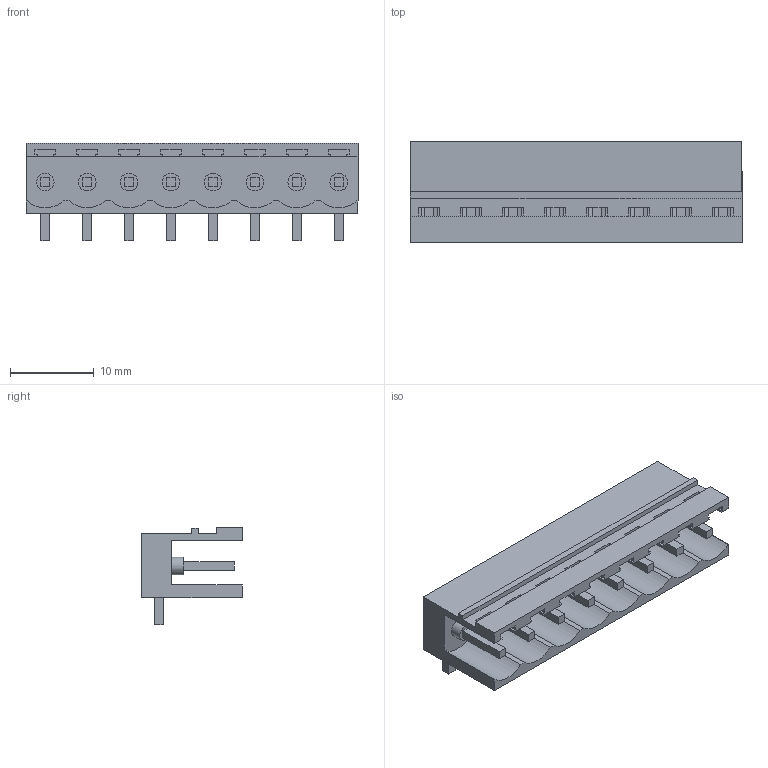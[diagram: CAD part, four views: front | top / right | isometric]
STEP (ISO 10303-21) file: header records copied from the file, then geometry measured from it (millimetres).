
FILE_DESCRIPTION(('CATIA V5 STEP Exchange','CAx-IF Rec.Pracs.--- Model Styling and Organization---1.4--- 2014-01-23'),'2;1');
FILE_NAME ('D1457082_1_1839950000_1839950000.stp','2022-05-17T09:39:08+00:00',('none'),('Weidmueller'),'CATIA Version 5-6 Release 2016 SP3 HF44','CATIA V5 STEP AP214','none');
FILE_SCHEMA(('AUTOMOTIVE_DESIGN { 1 0 10303 214 1 1 1 1 }'));
Length unit declared in the file: millimetre
Products named in the file (1): 1839950000
Bounding box: 39.6 x 12 x 11.63 mm (x, y, z)
Volume: 1820.3 mm3; surface area: 3373 mm2
Topology: 9 solids, 9 shells, 227 faces, 663 edges, 438 vertices
Faces by surface type: plane 203, cylinder 24
Entity records: 8147 total; most frequent: CARTESIAN_POINT 2096, ORIENTED_EDGE 1326, DIRECTION 1013, EDGE_CURVE 663, VECTOR 615, LINE 615, VERTEX_POINT 438, EDGE_LOOP 243
